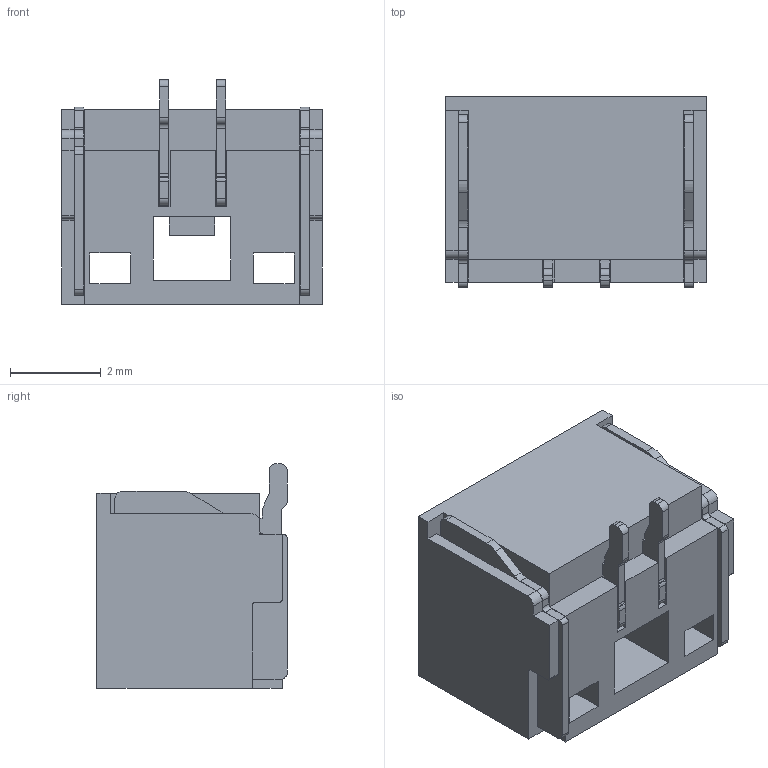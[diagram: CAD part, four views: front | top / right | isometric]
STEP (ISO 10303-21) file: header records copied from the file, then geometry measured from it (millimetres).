
FILE_DESCRIPTION (( 'STEP AP214' ), '1' );
FILE_NAME ('FWF12513-S02S24W5M-REF.STEP', '2025-01-02T09:36:13', ( '' ), ( '' ), 'SwSTEP 2.0', 'SolidWorks 2021', '' );
FILE_SCHEMA (( 'AUTOMOTIVE_DESIGN' ));
Length unit declared in the file: millimetre
Products named in the file (1): FWF12513-S02S24W5M-REF
Bounding box: 5.75 x 4.2 x 4.95 mm (x, y, z)
Volume: 59.7 mm3; surface area: 366.5 mm2
Topology: 1 solids, 1 shells, 209 faces, 586 edges, 385 vertices
Faces by surface type: plane 171, cylinder 38
Entity records: 6694 total; most frequent: CARTESIAN_POINT 1181, ORIENTED_EDGE 1172, DIRECTION 1082, EDGE_CURVE 586, LINE 510, VECTOR 510, VERTEX_POINT 385, AXIS2_PLACEMENT_3D 286
